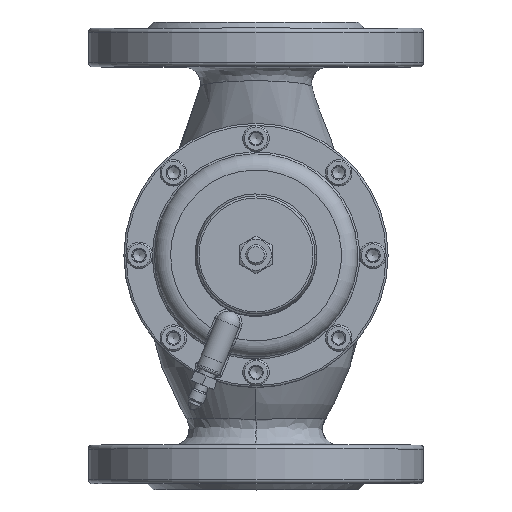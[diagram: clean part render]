
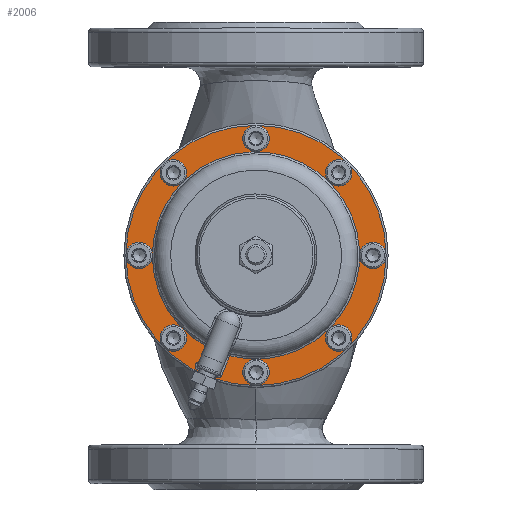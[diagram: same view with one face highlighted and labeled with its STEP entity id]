
A CAD part, top view. The second image highlights one B-rep face of the part: STEP entity #2006.
In plain terms, the highlighted face is planar.
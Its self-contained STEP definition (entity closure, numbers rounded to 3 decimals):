
#2006=ADVANCED_FACE('',(#11599,#11601,#11603,#11605,#11607,#11609,#11611,#11613,
#11615,#11617),#11619,.T.);
#11599=FACE_BOUND('',#11600,.T.);
#11600=EDGE_LOOP('',(#19171));
#11601=FACE_BOUND('',#11602,.T.);
#11602=EDGE_LOOP('',(#19172,#19173,#19174,#19175,#19176,#19177));
#11603=FACE_BOUND('',#11604,.T.);
#11604=EDGE_LOOP('',(#19178));
#11605=FACE_BOUND('',#11606,.T.);
#11606=EDGE_LOOP('',(#19179));
#11607=FACE_BOUND('',#11608,.T.);
#11608=EDGE_LOOP('',(#19180));
#11609=FACE_BOUND('',#11610,.T.);
#11610=EDGE_LOOP('',(#19181));
#11611=FACE_BOUND('',#11612,.T.);
#11612=EDGE_LOOP('',(#19182));
#11613=FACE_BOUND('',#11614,.T.);
#11614=EDGE_LOOP('',(#19183));
#11615=FACE_BOUND('',#11616,.T.);
#11616=EDGE_LOOP('',(#19184));
#11617=FACE_BOUND('',#11618,.T.);
#11618=EDGE_LOOP('',(#19185));
#11619=PLANE('',#11620);
#11620=AXIS2_PLACEMENT_3D('',#11621,#11622,#11623);
#11621=CARTESIAN_POINT('',(0.,72.,0.));
#11622=DIRECTION('',(0.,1.,0.));
#11623=DIRECTION('',(1.,0.,0.));
#19171=ORIENTED_EDGE('',*,*,#20565,.T.);
#19172=ORIENTED_EDGE('',*,*,#20566,.F.);
#19173=ORIENTED_EDGE('',*,*,#20547,.F.);
#19174=ORIENTED_EDGE('',*,*,#20567,.F.);
#19175=ORIENTED_EDGE('',*,*,#20568,.F.);
#19176=ORIENTED_EDGE('',*,*,#20569,.F.);
#19177=ORIENTED_EDGE('',*,*,#20570,.F.);
#19178=ORIENTED_EDGE('',*,*,#20571,.T.);
#19179=ORIENTED_EDGE('',*,*,#20572,.T.);
#19180=ORIENTED_EDGE('',*,*,#20573,.T.);
#19181=ORIENTED_EDGE('',*,*,#20574,.T.);
#19182=ORIENTED_EDGE('',*,*,#20575,.T.);
#19183=ORIENTED_EDGE('',*,*,#20576,.T.);
#19184=ORIENTED_EDGE('',*,*,#20577,.T.);
#19185=ORIENTED_EDGE('',*,*,#20578,.T.);
#20547=EDGE_CURVE('',#21380,#21373,#21382,.T.);
#20565=EDGE_CURVE('',#21415,#21415,#21416,.T.);
#20566=EDGE_CURVE('',#21373,#21417,#21418,.F.);
#20567=EDGE_CURVE('',#21419,#21380,#21420,.T.);
#20568=EDGE_CURVE('',#21421,#21419,#21422,.T.);
#20569=EDGE_CURVE('',#21423,#21421,#21424,.F.);
#20570=EDGE_CURVE('',#21417,#21423,#21425,.T.);
#20571=EDGE_CURVE('',#21426,#21426,#21427,.F.);
#20572=EDGE_CURVE('',#21428,#21428,#21429,.F.);
#20573=EDGE_CURVE('',#21430,#21430,#21431,.F.);
#20574=EDGE_CURVE('',#21432,#21432,#21433,.F.);
#20575=EDGE_CURVE('',#21434,#21434,#21435,.F.);
#20576=EDGE_CURVE('',#21436,#21436,#21437,.F.);
#20577=EDGE_CURVE('',#21438,#21438,#21439,.F.);
#20578=EDGE_CURVE('',#21440,#21440,#21441,.F.);
#21373=VERTEX_POINT('',#29390);
#21380=VERTEX_POINT('',#29502);
#21382=LINE('',#29510,#29511);
#21415=VERTEX_POINT('',#29693);
#21416=CIRCLE('',#29694,64.);
#21417=VERTEX_POINT('',#29698);
#21418=CIRCLE('',#29699,2.);
#21419=VERTEX_POINT('',#29703);
#21420=CIRCLE('',#29704,51.);
#21421=VERTEX_POINT('',#29708);
#21422=LINE('',#29709,#29710);
#21423=VERTEX_POINT('',#29712);
#21424=CIRCLE('',#29713,2.);
#21425=LINE('',#29717,#29718);
#21426=VERTEX_POINT('',#29720);
#21427=CIRCLE('',#29721,3.);
#21428=VERTEX_POINT('',#29725);
#21429=CIRCLE('',#29726,3.);
#21430=VERTEX_POINT('',#29730);
#21431=CIRCLE('',#29731,3.);
#21432=VERTEX_POINT('',#29735);
#21433=CIRCLE('',#29736,3.);
#21434=VERTEX_POINT('',#29740);
#21435=CIRCLE('',#29741,3.);
#21436=VERTEX_POINT('',#29745);
#21437=CIRCLE('',#29746,3.);
#21438=VERTEX_POINT('',#29750);
#21439=CIRCLE('',#29751,3.);
#21440=VERTEX_POINT('',#29755);
#21441=CIRCLE('',#29756,3.);
#29390=CARTESIAN_POINT('',(-28.224,72.,52.46));
#29502=CARTESIAN_POINT('',(-24.925,72.,44.495));
#29510=CARTESIAN_POINT('',(-24.925,72.,44.495));
#29511=VECTOR('',#29512,1.);
#29512=DIRECTION('',(-0.383,0.,0.924));
#29693=CARTESIAN_POINT('',(64.,72.,0.));
#29694=AXIS2_PLACEMENT_3D('',#29695,#29696,#29697);
#29695=CARTESIAN_POINT('',(0.,72.,0.));
#29696=DIRECTION('',(0.,1.,0.));
#29697=DIRECTION('',(1.,0.,0.));
#29698=CARTESIAN_POINT('',(-28.728,72.,56.291));
#29699=AXIS2_PLACEMENT_3D('',#29700,#29701,#29702);
#29700=CARTESIAN_POINT('',(-27.963,72.,54.443));
#29701=DIRECTION('',(0.,-1.,0.));
#29702=DIRECTION('',(-0.383,0.,0.924));
#29703=CARTESIAN_POINT('',(-12.865,72.,49.351));
#29704=AXIS2_PLACEMENT_3D('',#29705,#29706,#29707);
#29705=CARTESIAN_POINT('',(0.,72.,0.));
#29706=DIRECTION('',(0.,1.,0.));
#29707=DIRECTION('',(-0.252,0.,0.968));
#29708=CARTESIAN_POINT('',(-16.877,72.,59.035));
#29709=CARTESIAN_POINT('',(-16.877,72.,59.035));
#29710=VECTOR('',#29711,1.);
#29711=DIRECTION('',(0.383,0.,-0.924));
#29712=CARTESIAN_POINT('',(-19.49,72.,60.118));
#29713=AXIS2_PLACEMENT_3D('',#29714,#29715,#29716);
#29714=CARTESIAN_POINT('',(-18.724,72.,58.27));
#29715=DIRECTION('',(0.,-1.,0.));
#29716=DIRECTION('',(0.924,0.,0.383));
#29717=CARTESIAN_POINT('',(-28.728,72.,56.291));
#29718=VECTOR('',#29719,1.);
#29719=DIRECTION('',(0.924,0.,0.383));
#29720=CARTESIAN_POINT('',(42.78,72.,-42.78));
#29721=AXIS2_PLACEMENT_3D('',#29722,#29723,#29724);
#29722=CARTESIAN_POINT('',(40.659,72.,-40.659));
#29723=DIRECTION('',(0.,1.,0.));
#29724=DIRECTION('',(0.707,0.,-0.707));
#29725=CARTESIAN_POINT('',(0.,72.,-60.5));
#29726=AXIS2_PLACEMENT_3D('',#29727,#29728,#29729);
#29727=CARTESIAN_POINT('',(0.,72.,-57.5));
#29728=DIRECTION('',(0.,1.,0.));
#29729=DIRECTION('',(0.,0.,-1.));
#29730=CARTESIAN_POINT('',(-42.78,72.,-42.78));
#29731=AXIS2_PLACEMENT_3D('',#29732,#29733,#29734);
#29732=CARTESIAN_POINT('',(-40.659,72.,-40.659));
#29733=DIRECTION('',(0.,1.,0.));
#29734=DIRECTION('',(-0.707,0.,-0.707));
#29735=CARTESIAN_POINT('',(-60.5,72.,0.));
#29736=AXIS2_PLACEMENT_3D('',#29737,#29738,#29739);
#29737=CARTESIAN_POINT('',(-57.5,72.,0.));
#29738=DIRECTION('',(0.,1.,0.));
#29739=DIRECTION('',(-1.,0.,0.));
#29740=CARTESIAN_POINT('',(-42.78,72.,42.78));
#29741=AXIS2_PLACEMENT_3D('',#29742,#29743,#29744);
#29742=CARTESIAN_POINT('',(-40.659,72.,40.659));
#29743=DIRECTION('',(0.,1.,0.));
#29744=DIRECTION('',(-0.707,0.,0.707));
#29745=CARTESIAN_POINT('',(0.,72.,60.5));
#29746=AXIS2_PLACEMENT_3D('',#29747,#29748,#29749);
#29747=CARTESIAN_POINT('',(0.,72.,57.5));
#29748=DIRECTION('',(0.,1.,0.));
#29749=DIRECTION('',(0.,0.,1.));
#29750=CARTESIAN_POINT('',(42.78,72.,42.78));
#29751=AXIS2_PLACEMENT_3D('',#29752,#29753,#29754);
#29752=CARTESIAN_POINT('',(40.659,72.,40.659));
#29753=DIRECTION('',(0.,1.,0.));
#29754=DIRECTION('',(0.707,0.,0.707));
#29755=CARTESIAN_POINT('',(60.5,72.,0.));
#29756=AXIS2_PLACEMENT_3D('',#29757,#29758,#29759);
#29757=CARTESIAN_POINT('',(57.5,72.,0.));
#29758=DIRECTION('',(0.,1.,0.));
#29759=DIRECTION('',(1.,0.,0.));
